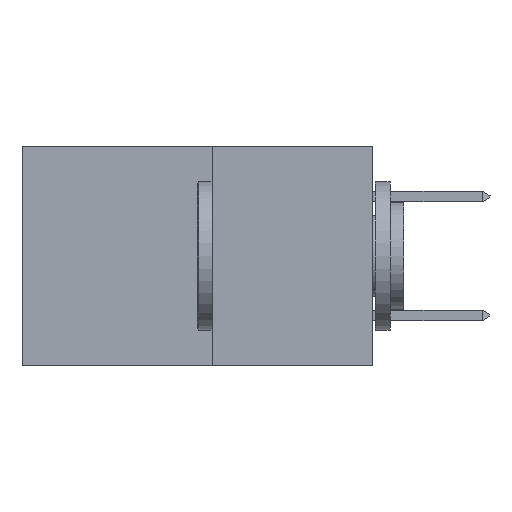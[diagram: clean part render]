
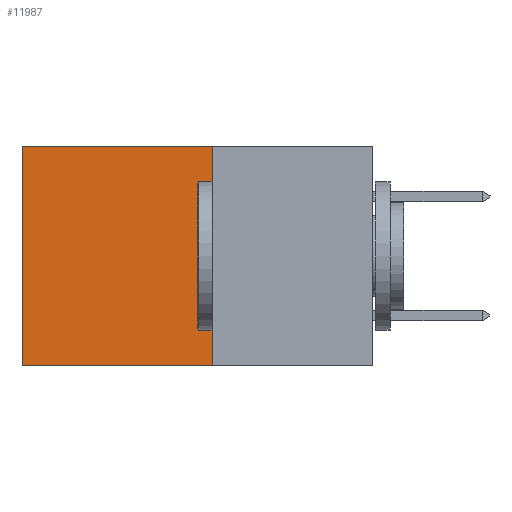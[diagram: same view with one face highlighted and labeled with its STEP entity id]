
A CAD part, left-side view. The second image highlights one B-rep face of the part: STEP entity #11987.
In plain terms, the highlighted planar face has unit normal (-1, 0, 0).
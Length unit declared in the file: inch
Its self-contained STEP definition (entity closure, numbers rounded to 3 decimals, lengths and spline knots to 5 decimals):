
#369 = DIRECTION ( 'NONE',  ( 0., 0., -1. ) ) ;
#561 = CARTESIAN_POINT ( 'NONE',  ( 0.277, 0.59, -0.37 ) ) ;
#2300 = PLANE ( 'NONE',  #5580 ) ;
#2684 = ORIENTED_EDGE ( 'NONE', *, *, #4936, .T. ) ;
#2701 = VECTOR ( 'NONE', #369, 39.37008 ) ;
#3077 = VERTEX_POINT ( 'NONE', #9702 ) ;
#4018 = EDGE_CURVE ( 'NONE', #9447, #9342, #4926, .T. ) ;
#4101 = EDGE_LOOP ( 'NONE', ( #5378, #8351, #14091, #2684 ) ) ;
#4572 = VECTOR ( 'NONE', #12385, 39.37008 ) ;
#4623 = DIRECTION ( 'NONE',  ( 0., 0., -1. ) ) ;
#4926 = LINE ( 'NONE', #12185, #7568 ) ;
#4936 = EDGE_CURVE ( 'NONE', #9447, #3077, #7876, .T. ) ;
#5159 = VERTEX_POINT ( 'NONE', #10147 ) ;
#5378 = ORIENTED_EDGE ( 'NONE', *, *, #6123, .T. ) ;
#5580 = AXIS2_PLACEMENT_3D ( 'NONE', #10095, #11173, #4623 ) ;
#6123 = EDGE_CURVE ( 'NONE', #3077, #5159, #10862, .T. ) ;
#7568 = VECTOR ( 'NONE', #12020, 39.37008 ) ;
#7876 = LINE ( 'NONE', #12441, #4572 ) ;
#8315 = VECTOR ( 'NONE', #11776, 39.37008 ) ;
#8351 = ORIENTED_EDGE ( 'NONE', *, *, #12985, .F. ) ;
#8485 = FACE_OUTER_BOUND ( 'NONE', #4101, .T. ) ;
#9342 = VERTEX_POINT ( 'NONE', #11187 ) ;
#9447 = VERTEX_POINT ( 'NONE', #11320 ) ;
#9702 = CARTESIAN_POINT ( 'NONE',  ( 0.277, 0.59, 0. ) ) ;
#10095 = CARTESIAN_POINT ( 'NONE',  ( 0.277, 0.27, -0.37 ) ) ;
#10147 = CARTESIAN_POINT ( 'NONE',  ( 0.277, 0.59, -0.37 ) ) ;
#10675 = CARTESIAN_POINT ( 'NONE',  ( 0.277, 0.27, -0.37 ) ) ;
#10862 = LINE ( 'NONE', #561, #2701 ) ;
#11173 = DIRECTION ( 'NONE',  ( 1., 0., 0. ) ) ;
#11187 = CARTESIAN_POINT ( 'NONE',  ( 0.277, 0.27, -0.37 ) ) ;
#11320 = CARTESIAN_POINT ( 'NONE',  ( 0.277, 0.27, 0. ) ) ;
#11776 = DIRECTION ( 'NONE',  ( 0., 1., 0. ) ) ;
#11987 = ADVANCED_FACE ( 'NONE', ( #8485 ), #2300, .F. ) ;
#12020 = DIRECTION ( 'NONE',  ( 0., 0., -1. ) ) ;
#12185 = CARTESIAN_POINT ( 'NONE',  ( 0.277, 0.27, -0.37 ) ) ;
#12385 = DIRECTION ( 'NONE',  ( 0., 1., 0. ) ) ;
#12441 = CARTESIAN_POINT ( 'NONE',  ( 0.277, 0.27, 0. ) ) ;
#12985 = EDGE_CURVE ( 'NONE', #9342, #5159, #13719, .T. ) ;
#13719 = LINE ( 'NONE', #10675, #8315 ) ;
#14091 = ORIENTED_EDGE ( 'NONE', *, *, #4018, .F. ) ;
